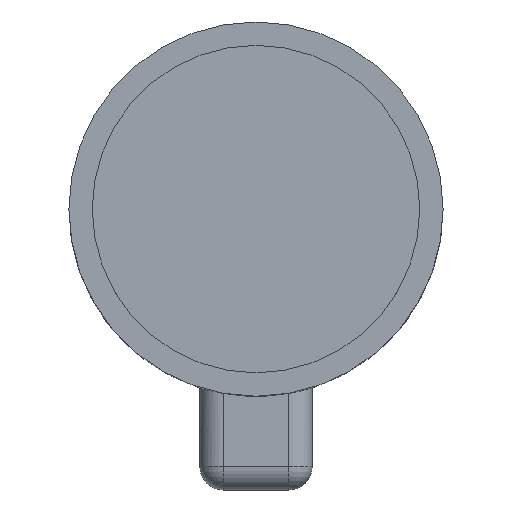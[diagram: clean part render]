
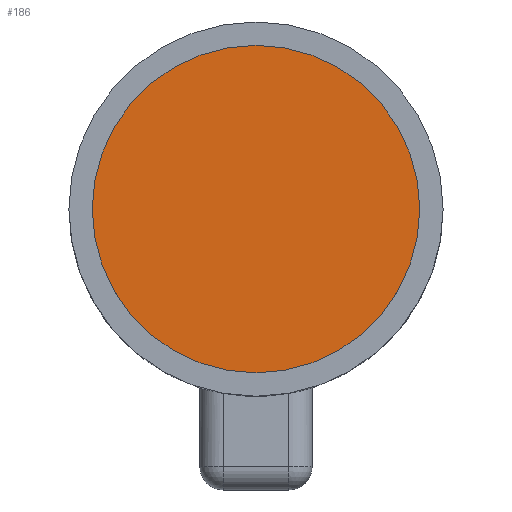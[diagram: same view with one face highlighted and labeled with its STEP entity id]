
A CAD part, top view. The second image highlights one B-rep face of the part: STEP entity #186.
In plain terms, the highlighted planar face has unit normal (0, 0, 1).
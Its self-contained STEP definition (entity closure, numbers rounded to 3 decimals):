
#9 = CARTESIAN_POINT ( 'NONE',  ( 0., 0., 3. ) ) ;
#35 = DIRECTION ( 'NONE',  ( 0., 0., 1. ) ) ;
#37 = DIRECTION ( 'NONE',  ( 0., 0., 1. ) ) ;
#97 = PLANE ( 'NONE',  #786 ) ;
#102 = CARTESIAN_POINT ( 'NONE',  ( 0., 0., 3. ) ) ;
#127 = CIRCLE ( 'NONE', #257, 3.5 ) ;
#129 = DIRECTION ( 'NONE',  ( 1., 0., 0. ) ) ;
#142 = CARTESIAN_POINT ( 'NONE',  ( 0., 0., 3. ) ) ;
#186 = ADVANCED_FACE ( 'NONE', ( #763 ), #97, .T. ) ;
#208 = DIRECTION ( 'NONE',  ( 1., 0., 0. ) ) ;
#257 = AXIS2_PLACEMENT_3D ( 'NONE', #142, #37, #129 ) ;
#277 = CARTESIAN_POINT ( 'NONE',  ( 3.5, 0., 3. ) ) ;
#313 = EDGE_CURVE ( 'NONE', #445, #640, #127, .T. ) ;
#359 = ORIENTED_EDGE ( 'NONE', *, *, #602, .T. ) ;
#394 = EDGE_LOOP ( 'NONE', ( #359, #612 ) ) ;
#397 = CIRCLE ( 'NONE', #685, 3.5 ) ;
#445 = VERTEX_POINT ( 'NONE', #277 ) ;
#473 = DIRECTION ( 'NONE',  ( 1., 0., 0. ) ) ;
#496 = DIRECTION ( 'NONE',  ( 0., 0., 1. ) ) ;
#602 = EDGE_CURVE ( 'NONE', #640, #445, #397, .T. ) ;
#612 = ORIENTED_EDGE ( 'NONE', *, *, #313, .T. ) ;
#640 = VERTEX_POINT ( 'NONE', #809 ) ;
#685 = AXIS2_PLACEMENT_3D ( 'NONE', #102, #496, #208 ) ;
#763 = FACE_OUTER_BOUND ( 'NONE', #394, .T. ) ;
#786 = AXIS2_PLACEMENT_3D ( 'NONE', #9, #35, #473 ) ;
#809 = CARTESIAN_POINT ( 'NONE',  ( -3.5, 0., 3. ) ) ;
